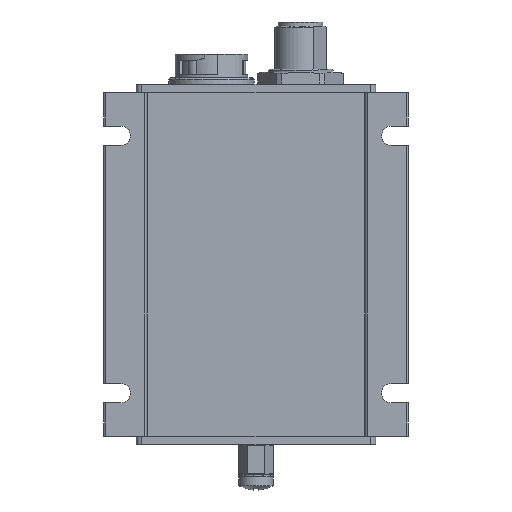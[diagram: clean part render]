
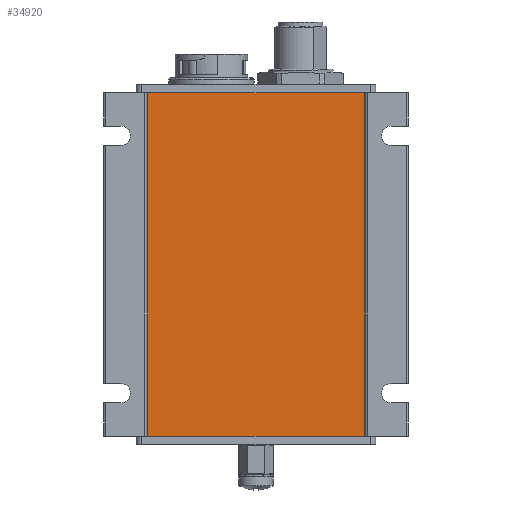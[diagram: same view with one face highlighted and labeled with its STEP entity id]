
A CAD part, front view. The second image highlights one B-rep face of the part: STEP entity #34920.
In plain terms, the highlighted planar face has unit normal (0, -1, 0).
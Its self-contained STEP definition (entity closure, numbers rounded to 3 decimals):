
#1329=PLANE('',#37718);
#2633=LINE('',#60147,#5560);
#2953=LINE('',#61140,#5880);
#3077=LINE('',#61458,#6004);
#3079=LINE('',#61461,#6006);
#5560=VECTOR('',#42268,50.6);
#5880=VECTOR('',#43248,50.6);
#6004=VECTOR('',#43614,80.);
#6006=VECTOR('',#43618,80.);
#9026=FACE_OUTER_BOUND('',#11010,.T.);
#11010=EDGE_LOOP('',(#25951,#25952,#25953,#25954));
#14487=VERTEX_POINT('',#60144);
#14488=VERTEX_POINT('',#60146);
#14830=VERTEX_POINT('',#61137);
#14831=VERTEX_POINT('',#61139);
#18250=EDGE_CURVE('',#14488,#14487,#2633,.T.);
#18749=EDGE_CURVE('',#14831,#14830,#2953,.T.);
#18915=EDGE_CURVE('',#14831,#14487,#3077,.T.);
#18917=EDGE_CURVE('',#14488,#14830,#3079,.T.);
#25951=ORIENTED_EDGE('',*,*,#18915,.F.);
#25952=ORIENTED_EDGE('',*,*,#18749,.T.);
#25953=ORIENTED_EDGE('',*,*,#18917,.F.);
#25954=ORIENTED_EDGE('',*,*,#18250,.T.);
#34920=ADVANCED_FACE('',(#9026),#1329,.T.);
#37718=AXIS2_PLACEMENT_3D('',#61476,#43646,#43647);
#42268=DIRECTION('',(1.,0.,0.));
#43248=DIRECTION('',(-1.,0.,0.));
#43614=DIRECTION('',(0.,0.,-1.));
#43618=DIRECTION('',(0.,0.,1.));
#43646=DIRECTION('center_axis',(0.,-1.,0.));
#43647=DIRECTION('ref_axis',(0.,0.,-1.));
#60144=CARTESIAN_POINT('',(25.3,-11.2,-40.));
#60146=CARTESIAN_POINT('',(-25.3,-11.2,-40.));
#60147=CARTESIAN_POINT('',(-25.3,-11.2,-40.));
#61137=CARTESIAN_POINT('',(-25.3,-11.2,40.));
#61139=CARTESIAN_POINT('',(25.3,-11.2,40.));
#61140=CARTESIAN_POINT('',(25.3,-11.2,40.));
#61458=CARTESIAN_POINT('',(25.3,-11.2,40.));
#61461=CARTESIAN_POINT('',(-25.3,-11.2,-40.));
#61476=CARTESIAN_POINT('Origin',(27.65,-11.2,0.));
